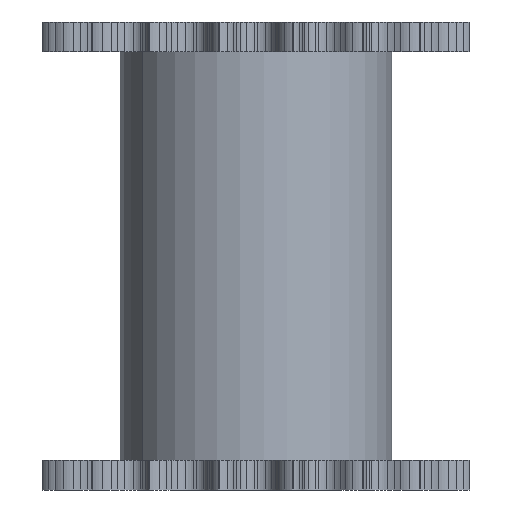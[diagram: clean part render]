
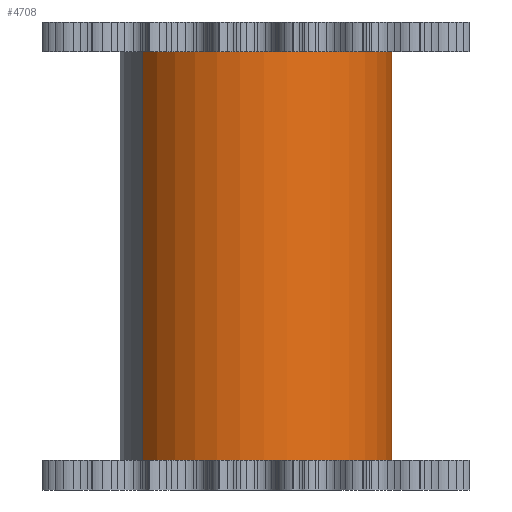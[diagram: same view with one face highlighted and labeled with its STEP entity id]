
A CAD part, front view. The second image highlights one B-rep face of the part: STEP entity #4708.
In plain terms, the highlighted cylindrical face has radius 12.7 mm (diameter 25.4 mm), a partial arc.
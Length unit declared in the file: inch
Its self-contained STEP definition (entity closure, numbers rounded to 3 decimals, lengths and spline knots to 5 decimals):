
#4667=CARTESIAN_POINT('',(0.,0.0,0.11));
#4668=DIRECTION('',(0.0,0.0,1.0));
#4669=DIRECTION('',(-0.837,-0.548,0.0));
#4670=AXIS2_PLACEMENT_3D('',#4667,#4668,#4669);
#4671=CYLINDRICAL_SURFACE('',#4670,0.5);
#4672=CARTESIAN_POINT('',(-0.41838,-0.27378,0.11));
#4673=VERTEX_POINT('',#4672);
#4674=CARTESIAN_POINT('',(-0.41838,-0.27378,1.61));
#4675=VERTEX_POINT('',#4674);
#4676=CARTESIAN_POINT('',(-0.41838,-0.27378,0.11));
#4677=DIRECTION('',(0.0,0.0,1.0));
#4678=VECTOR('',#4677,1.5);
#4679=LINE('',#4676,#4678);
#4680=EDGE_CURVE('',#4673,#4675,#4679,.T.);
#4681=ORIENTED_EDGE('',*,*,#4680,.F.);
#4682=CARTESIAN_POINT('',(0.41838,0.27378,0.11));
#4683=VERTEX_POINT('',#4682);
#4684=CARTESIAN_POINT('',(0.,0.0,0.11));
#4685=DIRECTION('',(0.0,0.0,-1.));
#4686=DIRECTION('',(-0.837,-0.548,0.0));
#4687=AXIS2_PLACEMENT_3D('',#4684,#4685,#4686);
#4688=CIRCLE('',#4687,0.5);
#4689=EDGE_CURVE('',#4683,#4673,#4688,.T.);
#4690=ORIENTED_EDGE('',*,*,#4689,.F.);
#4691=CARTESIAN_POINT('',(0.41838,0.27378,1.61));
#4692=VERTEX_POINT('',#4691);
#4693=CARTESIAN_POINT('',(0.41838,0.27378,1.61));
#4694=DIRECTION('',(0.0,0.0,-1.0));
#4695=VECTOR('',#4694,1.5);
#4696=LINE('',#4693,#4695);
#4697=EDGE_CURVE('',#4692,#4683,#4696,.T.);
#4698=ORIENTED_EDGE('',*,*,#4697,.F.);
#4699=CARTESIAN_POINT('',(0.,0.0,1.61));
#4700=DIRECTION('',(0.0,0.0,-1.));
#4701=DIRECTION('',(-0.837,-0.548,0.0));
#4702=AXIS2_PLACEMENT_3D('',#4699,#4700,#4701);
#4703=CIRCLE('',#4702,0.5);
#4704=EDGE_CURVE('',#4692,#4675,#4703,.T.);
#4705=ORIENTED_EDGE('',*,*,#4704,.T.);
#4706=EDGE_LOOP('',(#4681,#4690,#4698,#4705));
#4707=FACE_OUTER_BOUND('',#4706,.T.);
#4708=ADVANCED_FACE('',(#4707),#4671,.T.);
